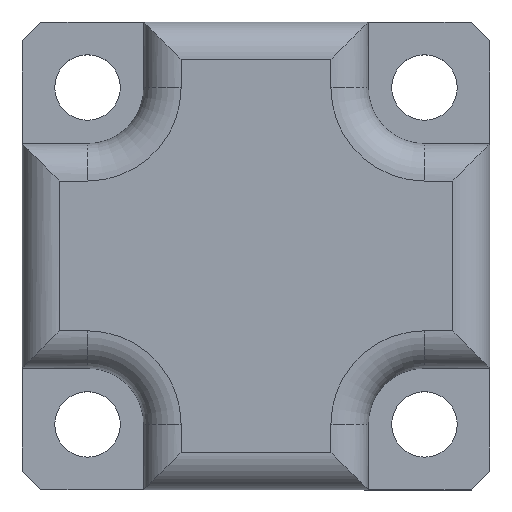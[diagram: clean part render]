
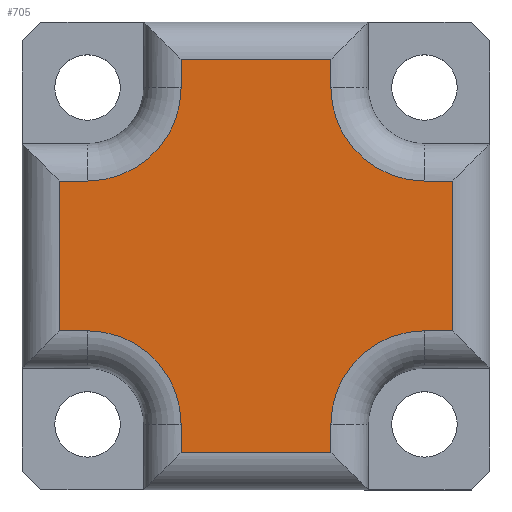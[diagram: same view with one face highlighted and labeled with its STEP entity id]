
A CAD part, top view. The second image highlights one B-rep face of the part: STEP entity #705.
In plain terms, the highlighted planar face has unit normal (0, 0, 1).
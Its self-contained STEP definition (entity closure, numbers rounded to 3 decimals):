
#73=CARTESIAN_POINT('',(-4.0,10.5,4.0));
#74=VERTEX_POINT('',#73);
#75=CARTESIAN_POINT('',(4.0,10.5,4.0));
#76=VERTEX_POINT('',#75);
#77=CARTESIAN_POINT('',(-4.0,10.5,4.0));
#78=DIRECTION('',(1.0,0.0,0.0));
#79=VECTOR('',#78,8.0);
#80=LINE('',#77,#79);
#81=EDGE_CURVE('',#74,#76,#80,.T.);
#115=CARTESIAN_POINT('',(-10.5,-4.,4.0));
#116=VERTEX_POINT('',#115);
#117=CARTESIAN_POINT('',(-10.5,4.,4.0));
#118=VERTEX_POINT('',#117);
#119=CARTESIAN_POINT('',(-10.5,-4.,4.0));
#120=DIRECTION('',(0.0,1.0,0.0));
#121=VECTOR('',#120,8.);
#122=LINE('',#119,#121);
#123=EDGE_CURVE('',#116,#118,#122,.T.);
#157=CARTESIAN_POINT('',(-4.0,-9.0,4.0));
#158=VERTEX_POINT('',#157);
#176=CARTESIAN_POINT('',(-4.0,-10.5,4.0));
#177=VERTEX_POINT('',#176);
#185=CARTESIAN_POINT('',(-4.0,-10.5,4.0));
#186=DIRECTION('',(0.0,1.0,0.0));
#187=VECTOR('',#186,1.5);
#188=LINE('',#185,#187);
#189=EDGE_CURVE('',#177,#158,#188,.T.);
#199=CARTESIAN_POINT('',(4.,-10.5,4.0));
#200=VERTEX_POINT('',#199);
#201=CARTESIAN_POINT('',(4.,-10.5,4.0));
#202=DIRECTION('',(-1.0,0.0,0.0));
#203=VECTOR('',#202,8.0);
#204=LINE('',#201,#203);
#205=EDGE_CURVE('',#200,#177,#204,.T.);
#233=CARTESIAN_POINT('',(4.,-9.,4.0));
#234=VERTEX_POINT('',#233);
#242=CARTESIAN_POINT('',(4.,-9.,4.0));
#243=DIRECTION('',(0.0,-1.0,0.0));
#244=VECTOR('',#243,1.5);
#245=LINE('',#242,#244);
#246=EDGE_CURVE('',#234,#200,#245,.T.);
#273=CARTESIAN_POINT('',(9.0,-4.,4.0));
#274=VERTEX_POINT('',#273);
#282=CARTESIAN_POINT('',(9.0,-9.,4.0));
#283=DIRECTION('',(0.0,0.0,1.0));
#284=DIRECTION('',(-0.707,0.707,0.0));
#285=AXIS2_PLACEMENT_3D('',#282,#283,#284);
#286=CIRCLE('',#285,5.);
#287=EDGE_CURVE('',#274,#234,#286,.T.);
#297=CARTESIAN_POINT('',(-9.,-4.,4.0));
#298=VERTEX_POINT('',#297);
#316=CARTESIAN_POINT('',(-9.,-9.,4.0));
#317=DIRECTION('',(0.0,0.0,1.0));
#318=DIRECTION('',(0.707,0.707,0.0));
#319=AXIS2_PLACEMENT_3D('',#316,#317,#318);
#320=CIRCLE('',#319,5.);
#321=EDGE_CURVE('',#158,#298,#320,.T.);
#340=CARTESIAN_POINT('',(10.5,-4.,4.0));
#341=VERTEX_POINT('',#340);
#349=CARTESIAN_POINT('',(10.5,-4.0,4.0));
#350=DIRECTION('',(-1.0,0.0,0.0));
#351=VECTOR('',#350,1.5);
#352=LINE('',#349,#351);
#353=EDGE_CURVE('',#341,#274,#352,.T.);
#364=CARTESIAN_POINT('',(-9.,-4.,4.0));
#365=DIRECTION('',(-1.0,0.0,0.0));
#366=VECTOR('',#365,1.5);
#367=LINE('',#364,#366);
#368=EDGE_CURVE('',#298,#116,#367,.T.);
#385=CARTESIAN_POINT('',(10.5,4.,4.0));
#386=VERTEX_POINT('',#385);
#387=CARTESIAN_POINT('',(10.5,4.,4.0));
#388=DIRECTION('',(0.0,-1.0,0.0));
#389=VECTOR('',#388,8.);
#390=LINE('',#387,#389);
#391=EDGE_CURVE('',#386,#341,#390,.T.);
#419=CARTESIAN_POINT('',(9.,4.,4.0));
#420=VERTEX_POINT('',#419);
#428=CARTESIAN_POINT('',(9.,4.,4.0));
#429=DIRECTION('',(1.0,0.0,0.0));
#430=VECTOR('',#429,1.5);
#431=LINE('',#428,#430);
#432=EDGE_CURVE('',#420,#386,#431,.T.);
#449=CARTESIAN_POINT('',(-9.0,4.,4.0));
#450=VERTEX_POINT('',#449);
#467=CARTESIAN_POINT('',(-10.5,4.,4.0));
#468=DIRECTION('',(1.0,0.0,0.0));
#469=VECTOR('',#468,1.5);
#470=LINE('',#467,#469);
#471=EDGE_CURVE('',#118,#450,#470,.T.);
#491=CARTESIAN_POINT('',(4.,9.0,4.0));
#492=VERTEX_POINT('',#491);
#500=CARTESIAN_POINT('',(9.,9.,4.0));
#501=DIRECTION('',(0.0,0.0,1.0));
#502=DIRECTION('',(-0.707,-0.707,0.0));
#503=AXIS2_PLACEMENT_3D('',#500,#501,#502);
#504=CIRCLE('',#503,5.);
#505=EDGE_CURVE('',#492,#420,#504,.T.);
#515=CARTESIAN_POINT('',(-4.,9.,4.0));
#516=VERTEX_POINT('',#515);
#534=CARTESIAN_POINT('',(-9.0,9.0,4.0));
#535=DIRECTION('',(0.0,0.0,1.0));
#536=DIRECTION('',(0.707,-0.707,0.0));
#537=AXIS2_PLACEMENT_3D('',#534,#535,#536);
#538=CIRCLE('',#537,5.0);
#539=EDGE_CURVE('',#450,#516,#538,.T.);
#557=CARTESIAN_POINT('',(4.0,10.5,4.0));
#558=DIRECTION('',(0.0,-1.0,0.0));
#559=VECTOR('',#558,1.5);
#560=LINE('',#557,#559);
#561=EDGE_CURVE('',#76,#492,#560,.T.);
#572=CARTESIAN_POINT('',(-4.0,9.,4.0));
#573=DIRECTION('',(0.0,1.0,0.0));
#574=VECTOR('',#573,1.5);
#575=LINE('',#572,#574);
#576=EDGE_CURVE('',#516,#74,#575,.T.);
#682=CARTESIAN_POINT('',(0.,0.,4.0));
#683=DIRECTION('',(0.0,0.0,1.0));
#684=DIRECTION('',(1.0,0.0,0.0));
#685=AXIS2_PLACEMENT_3D('',#682,#683,#684);
#686=PLANE('',#685);
#687=ORIENTED_EDGE('',*,*,#189,.F.);
#688=ORIENTED_EDGE('',*,*,#205,.F.);
#689=ORIENTED_EDGE('',*,*,#246,.F.);
#690=ORIENTED_EDGE('',*,*,#287,.F.);
#691=ORIENTED_EDGE('',*,*,#353,.F.);
#692=ORIENTED_EDGE('',*,*,#391,.F.);
#693=ORIENTED_EDGE('',*,*,#432,.F.);
#694=ORIENTED_EDGE('',*,*,#505,.F.);
#695=ORIENTED_EDGE('',*,*,#561,.F.);
#696=ORIENTED_EDGE('',*,*,#81,.F.);
#697=ORIENTED_EDGE('',*,*,#576,.F.);
#698=ORIENTED_EDGE('',*,*,#539,.F.);
#699=ORIENTED_EDGE('',*,*,#471,.F.);
#700=ORIENTED_EDGE('',*,*,#123,.F.);
#701=ORIENTED_EDGE('',*,*,#368,.F.);
#702=ORIENTED_EDGE('',*,*,#321,.F.);
#703=EDGE_LOOP('',(#687,#688,#689,#690,#691,#692,#693,#694,#695,#696,#697,#698,#699,#700,#701,#702));
#704=FACE_OUTER_BOUND('',#703,.T.);
#705=ADVANCED_FACE('',(#704),#686,.T.);
